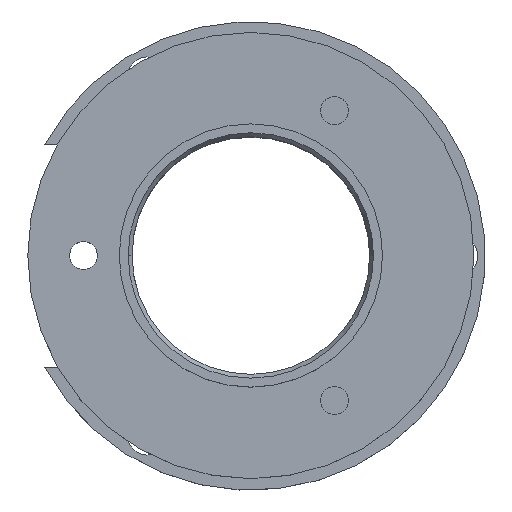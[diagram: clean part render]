
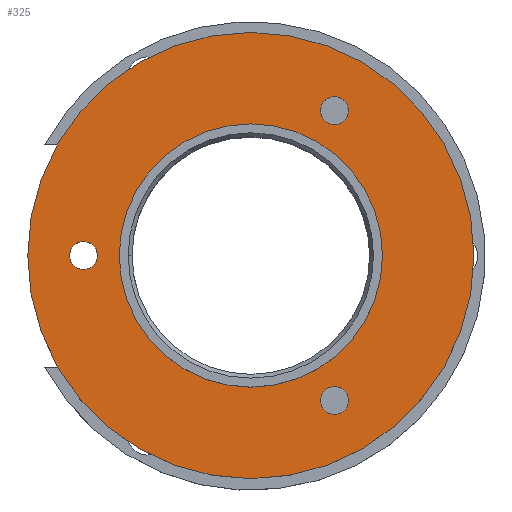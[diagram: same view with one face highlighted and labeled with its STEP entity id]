
A CAD part, top view. The second image highlights one B-rep face of the part: STEP entity #325.
In plain terms, the highlighted planar face has unit normal (0, 0, 1).
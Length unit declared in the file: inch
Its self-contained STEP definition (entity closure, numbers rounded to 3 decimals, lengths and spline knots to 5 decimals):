
#17 = DIRECTION ( 'NONE',  ( 1., 0., 0. ) ) ;
#21 = FACE_BOUND ( 'NONE', #815, .T. ) ;
#29 = CARTESIAN_POINT ( 'NONE',  ( 0., 0., 1.25 ) ) ;
#41 = EDGE_LOOP ( 'NONE', ( #276, #1199 ) ) ;
#50 = DIRECTION ( 'NONE',  ( 0., 0., 1. ) ) ;
#56 = ORIENTED_EDGE ( 'NONE', *, *, #481, .F. ) ;
#61 = CARTESIAN_POINT ( 'NONE',  ( 0.375, 0.64952, 1.25 ) ) ;
#68 = AXIS2_PLACEMENT_3D ( 'NONE', #733, #50, #1214 ) ;
#98 = CIRCLE ( 'NONE', #68, 0.0625 ) ;
#106 = CARTESIAN_POINT ( 'NONE',  ( 1., 0., 1.25 ) ) ;
#130 = CIRCLE ( 'NONE', #460, 1. ) ;
#138 = CARTESIAN_POINT ( 'NONE',  ( 0.59, 0., 1.25 ) ) ;
#143 = EDGE_CURVE ( 'NONE', #682, #549, #179, .T. ) ;
#152 = ORIENTED_EDGE ( 'NONE', *, *, #542, .F. ) ;
#157 = DIRECTION ( 'NONE',  ( 1., 0., 0. ) ) ;
#167 = ORIENTED_EDGE ( 'NONE', *, *, #341, .F. ) ;
#179 = CIRCLE ( 'NONE', #511, 0.0625 ) ;
#184 = ORIENTED_EDGE ( 'NONE', *, *, #928, .F. ) ;
#205 = AXIS2_PLACEMENT_3D ( 'NONE', #221, #1103, #402 ) ;
#221 = CARTESIAN_POINT ( 'NONE',  ( 0.375, -0.64952, 1.25 ) ) ;
#228 = CIRCLE ( 'NONE', #631, 0.0625 ) ;
#259 = FACE_OUTER_BOUND ( 'NONE', #41, .T. ) ;
#265 = CARTESIAN_POINT ( 'NONE',  ( -0.59, 0., 1.25 ) ) ;
#269 = CARTESIAN_POINT ( 'NONE',  ( 0., 0., 1.25 ) ) ;
#276 = ORIENTED_EDGE ( 'NONE', *, *, #473, .T. ) ;
#277 = AXIS2_PLACEMENT_3D ( 'NONE', #998, #708, #1073 ) ;
#316 = FACE_BOUND ( 'NONE', #979, .T. ) ;
#325 = ADVANCED_FACE ( 'NONE', ( #517, #21, #316, #767, #259 ), #374, .T. ) ;
#341 = EDGE_CURVE ( 'NONE', #699, #628, #738, .T. ) ;
#369 = DIRECTION ( 'NONE',  ( 1., 0., 0. ) ) ;
#373 = CIRCLE ( 'NONE', #1220, 1. ) ;
#374 = PLANE ( 'NONE',  #719 ) ;
#393 = CARTESIAN_POINT ( 'NONE',  ( 0., 0., 1.25 ) ) ;
#402 = DIRECTION ( 'NONE',  ( 1., 0., 0. ) ) ;
#404 = AXIS2_PLACEMENT_3D ( 'NONE', #269, #508, #1231 ) ;
#426 = VERTEX_POINT ( 'NONE', #106 ) ;
#460 = AXIS2_PLACEMENT_3D ( 'NONE', #848, #1034, #157 ) ;
#473 = EDGE_CURVE ( 'NONE', #1006, #426, #130, .T. ) ;
#481 = EDGE_CURVE ( 'NONE', #549, #682, #1145, .T. ) ;
#488 = ORIENTED_EDGE ( 'NONE', *, *, #674, .F. ) ;
#497 = CARTESIAN_POINT ( 'NONE',  ( -1., 0., 1.25 ) ) ;
#503 = CIRCLE ( 'NONE', #404, 0.59 ) ;
#508 = DIRECTION ( 'NONE',  ( 0., 0., 1. ) ) ;
#511 = AXIS2_PLACEMENT_3D ( 'NONE', #1054, #592, #686 ) ;
#517 = FACE_BOUND ( 'NONE', #864, .T. ) ;
#537 = VERTEX_POINT ( 'NONE', #265 ) ;
#542 = EDGE_CURVE ( 'NONE', #1265, #1022, #98, .T. ) ;
#549 = VERTEX_POINT ( 'NONE', #1201 ) ;
#570 = CARTESIAN_POINT ( 'NONE',  ( -0.8125, 0., 1.25 ) ) ;
#574 = DIRECTION ( 'NONE',  ( 0., 0., 1. ) ) ;
#592 = DIRECTION ( 'NONE',  ( 0., 0., 1. ) ) ;
#628 = VERTEX_POINT ( 'NONE', #835 ) ;
#631 = AXIS2_PLACEMENT_3D ( 'NONE', #1289, #1094, #942 ) ;
#655 = VERTEX_POINT ( 'NONE', #138 ) ;
#659 = AXIS2_PLACEMENT_3D ( 'NONE', #61, #1241, #17 ) ;
#674 = EDGE_CURVE ( 'NONE', #655, #537, #503, .T. ) ;
#682 = VERTEX_POINT ( 'NONE', #1019 ) ;
#686 = DIRECTION ( 'NONE',  ( 1., 0., 0. ) ) ;
#690 = EDGE_CURVE ( 'NONE', #537, #655, #1190, .T. ) ;
#699 = VERTEX_POINT ( 'NONE', #972 ) ;
#708 = DIRECTION ( 'NONE',  ( 0., 0., 1. ) ) ;
#719 = AXIS2_PLACEMENT_3D ( 'NONE', #29, #739, #837 ) ;
#733 = CARTESIAN_POINT ( 'NONE',  ( -0.75, 0., 1.25 ) ) ;
#736 = EDGE_CURVE ( 'NONE', #426, #1006, #373, .T. ) ;
#738 = CIRCLE ( 'NONE', #659, 0.0625 ) ;
#739 = DIRECTION ( 'NONE',  ( 0., 0., 1. ) ) ;
#767 = FACE_BOUND ( 'NONE', #946, .T. ) ;
#786 = CARTESIAN_POINT ( 'NONE',  ( -0.6875, 0., 1.25 ) ) ;
#787 = ORIENTED_EDGE ( 'NONE', *, *, #143, .F. ) ;
#809 = DIRECTION ( 'NONE',  ( 0., 0., 1. ) ) ;
#815 = EDGE_LOOP ( 'NONE', ( #787, #56 ) ) ;
#835 = CARTESIAN_POINT ( 'NONE',  ( 0.3125, 0.64952, 1.25 ) ) ;
#837 = DIRECTION ( 'NONE',  ( 1., 0., 0. ) ) ;
#848 = CARTESIAN_POINT ( 'NONE',  ( 0., 0., 1.25 ) ) ;
#864 = EDGE_LOOP ( 'NONE', ( #167, #184 ) ) ;
#873 = DIRECTION ( 'NONE',  ( 1., 0., 0. ) ) ;
#906 = AXIS2_PLACEMENT_3D ( 'NONE', #1273, #574, #369 ) ;
#928 = EDGE_CURVE ( 'NONE', #628, #699, #228, .T. ) ;
#941 = ORIENTED_EDGE ( 'NONE', *, *, #1091, .F. ) ;
#942 = DIRECTION ( 'NONE',  ( 1., 0., 0. ) ) ;
#946 = EDGE_LOOP ( 'NONE', ( #488, #1098 ) ) ;
#972 = CARTESIAN_POINT ( 'NONE',  ( 0.4375, 0.64952, 1.25 ) ) ;
#979 = EDGE_LOOP ( 'NONE', ( #941, #152 ) ) ;
#998 = CARTESIAN_POINT ( 'NONE',  ( 0., 0., 1.25 ) ) ;
#1006 = VERTEX_POINT ( 'NONE', #497 ) ;
#1019 = CARTESIAN_POINT ( 'NONE',  ( 0.4375, -0.64952, 1.25 ) ) ;
#1022 = VERTEX_POINT ( 'NONE', #786 ) ;
#1034 = DIRECTION ( 'NONE',  ( 0., 0., 1. ) ) ;
#1054 = CARTESIAN_POINT ( 'NONE',  ( 0.375, -0.64952, 1.25 ) ) ;
#1073 = DIRECTION ( 'NONE',  ( 1., 0., 0. ) ) ;
#1081 = CIRCLE ( 'NONE', #906, 0.0625 ) ;
#1091 = EDGE_CURVE ( 'NONE', #1022, #1265, #1081, .T. ) ;
#1094 = DIRECTION ( 'NONE',  ( 0., 0., 1. ) ) ;
#1098 = ORIENTED_EDGE ( 'NONE', *, *, #690, .F. ) ;
#1103 = DIRECTION ( 'NONE',  ( 0., 0., 1. ) ) ;
#1145 = CIRCLE ( 'NONE', #205, 0.0625 ) ;
#1190 = CIRCLE ( 'NONE', #277, 0.59 ) ;
#1199 = ORIENTED_EDGE ( 'NONE', *, *, #736, .T. ) ;
#1201 = CARTESIAN_POINT ( 'NONE',  ( 0.3125, -0.64952, 1.25 ) ) ;
#1214 = DIRECTION ( 'NONE',  ( 1., 0., 0. ) ) ;
#1220 = AXIS2_PLACEMENT_3D ( 'NONE', #393, #809, #873 ) ;
#1231 = DIRECTION ( 'NONE',  ( 1., 0., 0. ) ) ;
#1241 = DIRECTION ( 'NONE',  ( 0., 0., 1. ) ) ;
#1265 = VERTEX_POINT ( 'NONE', #570 ) ;
#1273 = CARTESIAN_POINT ( 'NONE',  ( -0.75, 0., 1.25 ) ) ;
#1289 = CARTESIAN_POINT ( 'NONE',  ( 0.375, 0.64952, 1.25 ) ) ;
